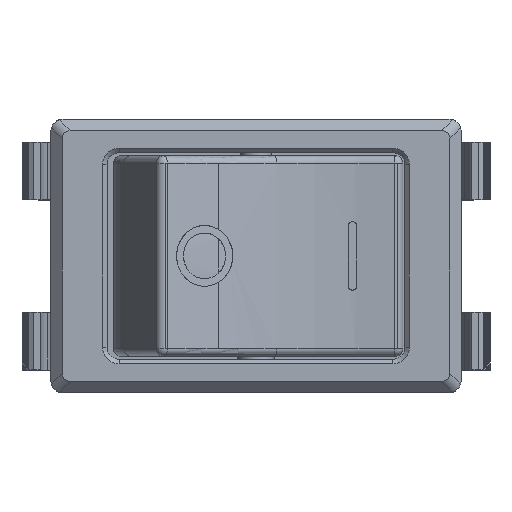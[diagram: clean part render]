
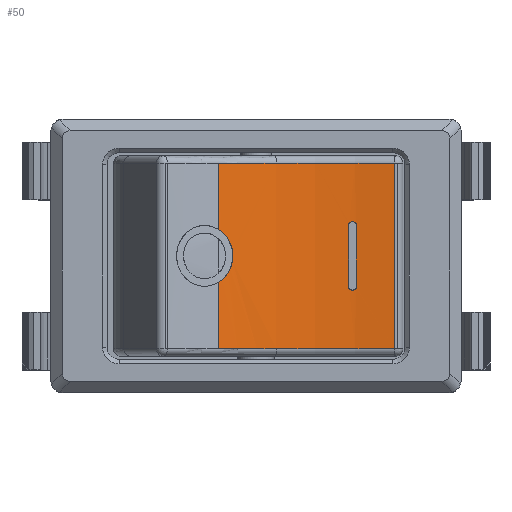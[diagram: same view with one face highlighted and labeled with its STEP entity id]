
A CAD part, top view. The second image highlights one B-rep face of the part: STEP entity #50.
In plain terms, the highlighted cylindrical face has radius 23 mm (diameter 46 mm), a partial arc.
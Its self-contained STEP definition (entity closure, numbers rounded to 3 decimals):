
#50=ADVANCED_FACE('',(#620,#621),#622,.F.);
#620=FACE_OUTER_BOUND('',#1776,.T.);
#621=FACE_BOUND('',#1777,.T.);
#622=CYLINDRICAL_SURFACE('',#1778,23.0);
#1776=EDGE_LOOP('',(#4426,#4427,#4428,#4429,#4430,#4431,#4432,#4433,#4434));
#1777=EDGE_LOOP('',(#4435,#4436,#4437,#4438));
#1778=AXIS2_PLACEMENT_3D('',#4439,#4440,#4441);
#4426=ORIENTED_EDGE('',*,*,#9153,.F.);
#4427=ORIENTED_EDGE('',*,*,#9154,.T.);
#4428=ORIENTED_EDGE('',*,*,#9155,.T.);
#4429=ORIENTED_EDGE('',*,*,#9156,.T.);
#4430=ORIENTED_EDGE('',*,*,#9157,.T.);
#4431=ORIENTED_EDGE('',*,*,#9158,.T.);
#4432=ORIENTED_EDGE('',*,*,#9159,.F.);
#4433=ORIENTED_EDGE('',*,*,#9160,.F.);
#4434=ORIENTED_EDGE('',*,*,#9144,.F.);
#4435=ORIENTED_EDGE('',*,*,#9161,.T.);
#4436=ORIENTED_EDGE('',*,*,#9162,.T.);
#4437=ORIENTED_EDGE('',*,*,#9163,.T.);
#4438=ORIENTED_EDGE('',*,*,#9164,.T.);
#4439=CARTESIAN_POINT('',(6.521,6.6,25.246));
#4440=DIRECTION('',(0.,-1.0,0.));
#4441=DIRECTION('',(0.391,0.,0.92));
#9144=EDGE_CURVE('',#10657,#10651,#10659,.T.);
#9153=EDGE_CURVE('',#10676,#10657,#10677,.T.);
#9154=EDGE_CURVE('',#10676,#10678,#10679,.F.);
#9155=EDGE_CURVE('',#10678,#10680,#10681,.F.);
#9156=EDGE_CURVE('',#10680,#10682,#10683,.F.);
#9157=EDGE_CURVE('',#10682,#10684,#10685,.T.);
#9158=EDGE_CURVE('',#10684,#10686,#10687,.T.);
#9159=EDGE_CURVE('',#10688,#10686,#10689,.T.);
#9160=EDGE_CURVE('',#10651,#10688,#10690,.T.);
#9161=EDGE_CURVE('',#10691,#10692,#10693,.T.);
#9162=EDGE_CURVE('',#10692,#10694,#10695,.T.);
#9163=EDGE_CURVE('',#10694,#10696,#10697,.F.);
#9164=EDGE_CURVE('',#10696,#10691,#10698,.T.);
#10651=VERTEX_POINT('',#13150);
#10657=VERTEX_POINT('',#13176);
#10659=B_SPLINE_CURVE_WITH_KNOTS('',3,(#13197,#13198,#13199,#13200,#13201,#13202,#13203,#13204,#13205,#13206,#13207,#13208),.UNSPECIFIED.,.F.,.F.,(4,2,2,2,2,4),(0.834,0.844,0.875,0.906,0.938,1.),.UNSPECIFIED.);
#10676=VERTEX_POINT('',#13229);
#10677=LINE('',#13230,#13231);
#10678=VERTEX_POINT('',#13232);
#10679=CIRCLE('',#13233,23.0);
#10680=VERTEX_POINT('',#13234);
#10681=CIRCLE('',#13235,23.0);
#10682=VERTEX_POINT('',#13236);
#10683=LINE('',#13237,#13238);
#10684=VERTEX_POINT('',#13239);
#10685=CIRCLE('',#13240,23.0);
#10686=VERTEX_POINT('',#13241);
#10687=CIRCLE('',#13242,23.0);
#10688=VERTEX_POINT('',#13243);
#10689=LINE('',#13244,#13245);
#10690=B_SPLINE_CURVE_WITH_KNOTS('',3,(#13246,#13247,#13248,#13249,#13250,#13251,#13252,#13253,#13254,#13255,#13256,#13257),.UNSPECIFIED.,.F.,.F.,(4,2,2,2,2,4),(0.0,0.031,0.062,0.094,0.125,0.166),.UNSPECIFIED.);
#10691=VERTEX_POINT('',#13258);
#10692=VERTEX_POINT('',#13259);
#10693=LINE('',#13260,#13261);
#10694=VERTEX_POINT('',#13262);
#10695=B_SPLINE_CURVE_WITH_KNOTS('',3,(#13263,#13264,#13265,#13266,#13267,#13268,#13269,#13270,#13271,#13272,#13273,#13274,#13275),.UNSPECIFIED.,.F.,.F.,(4,1,1,1,1,1,1,1,1,1,4),(0.,0.063,0.126,0.25,0.375,0.5,0.625,0.75,0.874,0.937,1.),.UNSPECIFIED.);
#10696=VERTEX_POINT('',#13276);
#10697=LINE('',#13277,#13278);
#10698=B_SPLINE_CURVE_WITH_KNOTS('',3,(#13279,#13280,#13281,#13282,#13283,#13284,#13285,#13286,#13287,#13288),.UNSPECIFIED.,.F.,.F.,(4,2,2,2,4),(0.0,0.,0.,0.001,0.001),.UNSPECIFIED.);
#13150=CARTESIAN_POINT('',(-1.532,0.,3.701));
#13176=CARTESIAN_POINT('',(-2.481,-1.738,4.081));
#13197=CARTESIAN_POINT('',(-2.481,-1.738,4.081));
#13198=CARTESIAN_POINT('',(-2.449,-1.718,4.067));
#13199=CARTESIAN_POINT('',(-2.416,-1.697,4.053));
#13200=CARTESIAN_POINT('',(-2.282,-1.603,3.997));
#13201=CARTESIAN_POINT('',(-2.184,-1.519,3.956));
#13202=CARTESIAN_POINT('',(-2.008,-1.335,3.885));
#13203=CARTESIAN_POINT('',(-1.929,-1.235,3.854));
#13204=CARTESIAN_POINT('',(-1.788,-1.016,3.799));
#13205=CARTESIAN_POINT('',(-1.728,-0.898,3.776));
#13206=CARTESIAN_POINT('',(-1.583,-0.534,3.721));
#13207=CARTESIAN_POINT('',(-1.532,-0.268,3.701));
#13208=CARTESIAN_POINT('',(-1.532,0.,3.701));
#13229=CARTESIAN_POINT('',(-2.481,-6.1,4.081));
#13230=CARTESIAN_POINT('',(-2.481,0.,4.081));
#13231=VECTOR('',#17200,1.0);
#13232=CARTESIAN_POINT('',(1.347,-6.1,2.835));
#13233=AXIS2_PLACEMENT_3D('',#17201,#17202,#17203);
#13234=CARTESIAN_POINT('',(9.112,-6.1,2.392));
#13235=AXIS2_PLACEMENT_3D('',#17204,#17205,#17206);
#13236=CARTESIAN_POINT('',(9.112,6.1,2.392));
#13237=CARTESIAN_POINT('',(9.112,6.6,2.392));
#13238=VECTOR('',#17207,1000.0);
#13239=CARTESIAN_POINT('',(1.347,6.1,2.835));
#13240=AXIS2_PLACEMENT_3D('',#17208,#17209,#17210);
#13241=CARTESIAN_POINT('',(-2.481,6.1,4.081));
#13242=AXIS2_PLACEMENT_3D('',#17211,#17212,#17213);
#13243=CARTESIAN_POINT('',(-2.481,1.738,4.081));
#13244=CARTESIAN_POINT('',(-2.481,0.,4.081));
#13245=VECTOR('',#17214,1.0);
#13246=CARTESIAN_POINT('',(-1.532,0.,3.701));
#13247=CARTESIAN_POINT('',(-1.532,0.134,3.701));
#13248=CARTESIAN_POINT('',(-1.544,0.265,3.706));
#13249=CARTESIAN_POINT('',(-1.594,0.524,3.725));
#13250=CARTESIAN_POINT('',(-1.631,0.653,3.739));
#13251=CARTESIAN_POINT('',(-1.728,0.897,3.776));
#13252=CARTESIAN_POINT('',(-1.787,1.013,3.798));
#13253=CARTESIAN_POINT('',(-1.926,1.231,3.853));
#13254=CARTESIAN_POINT('',(-2.007,1.334,3.885));
#13255=CARTESIAN_POINT('',(-2.211,1.547,3.967));
#13256=CARTESIAN_POINT('',(-2.341,1.652,4.021));
#13257=CARTESIAN_POINT('',(-2.481,1.738,4.081));
#13258=CARTESIAN_POINT('',(6.599,2.0,2.246));
#13259=CARTESIAN_POINT('',(6.599,-2.0,2.246));
#13260=CARTESIAN_POINT('',(6.599,6.6,2.246));
#13261=VECTOR('',#17215,1000.0);
#13262=CARTESIAN_POINT('',(6.087,-2.0,2.25));
#13263=CARTESIAN_POINT('',(6.599,-2.0,2.246));
#13264=CARTESIAN_POINT('',(6.598,-2.017,2.246));
#13265=CARTESIAN_POINT('',(6.596,-2.05,2.246));
#13266=CARTESIAN_POINT('',(6.576,-2.113,2.246));
#13267=CARTESIAN_POINT('',(6.528,-2.183,2.246));
#13268=CARTESIAN_POINT('',(6.442,-2.237,2.246));
#13269=CARTESIAN_POINT('',(6.343,-2.256,2.246));
#13270=CARTESIAN_POINT('',(6.244,-2.237,2.247));
#13271=CARTESIAN_POINT('',(6.158,-2.183,2.248));
#13272=CARTESIAN_POINT('',(6.111,-2.113,2.249));
#13273=CARTESIAN_POINT('',(6.09,-2.05,2.25));
#13274=CARTESIAN_POINT('',(6.088,-2.017,2.25));
#13275=CARTESIAN_POINT('',(6.087,-2.0,2.25));
#13276=CARTESIAN_POINT('',(6.087,2.0,2.25));
#13277=CARTESIAN_POINT('',(6.087,6.6,2.25));
#13278=VECTOR('',#17216,1000.0);
#13279=CARTESIAN_POINT('',(6.087,2.0,2.25));
#13280=CARTESIAN_POINT('',(6.087,2.067,2.25));
#13281=CARTESIAN_POINT('',(6.116,2.132,2.249));
#13282=CARTESIAN_POINT('',(6.21,2.224,2.248));
#13283=CARTESIAN_POINT('',(6.277,2.25,2.247));
#13284=CARTESIAN_POINT('',(6.409,2.25,2.246));
#13285=CARTESIAN_POINT('',(6.475,2.224,2.246));
#13286=CARTESIAN_POINT('',(6.571,2.132,2.246));
#13287=CARTESIAN_POINT('',(6.599,2.067,2.246));
#13288=CARTESIAN_POINT('',(6.599,2.0,2.246));
#17200=DIRECTION('',(0.,1.0,0.));
#17201=CARTESIAN_POINT('',(6.521,-6.1,25.246));
#17202=DIRECTION('',(0.,1.0,0.));
#17203=DIRECTION('',(-0.225,0.,-0.974));
#17204=CARTESIAN_POINT('',(6.521,-6.1,25.246));
#17205=DIRECTION('',(0.,1.0,0.));
#17206=DIRECTION('',(-0.225,0.,-0.974));
#17207=DIRECTION('',(0.,-1.0,0.));
#17208=CARTESIAN_POINT('',(6.521,6.1,25.246));
#17209=DIRECTION('',(0.,1.0,0.));
#17210=DIRECTION('',(-0.225,0.,-0.974));
#17211=CARTESIAN_POINT('',(6.521,6.1,25.246));
#17212=DIRECTION('',(0.,1.0,0.));
#17213=DIRECTION('',(-0.225,0.,-0.974));
#17214=DIRECTION('',(0.,1.0,0.));
#17215=DIRECTION('',(0.,-1.0,0.));
#17216=DIRECTION('',(0.,-1.0,0.));
